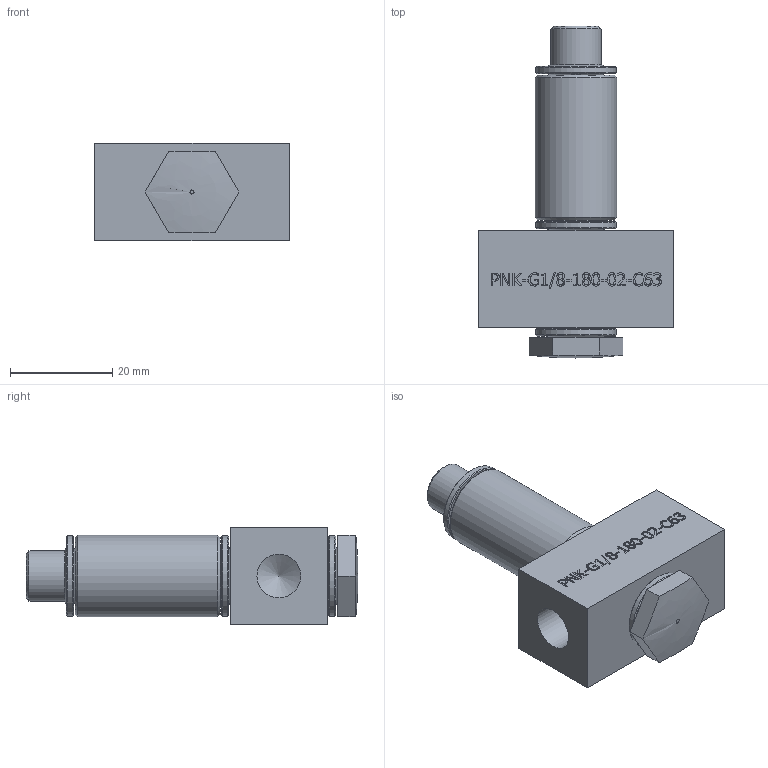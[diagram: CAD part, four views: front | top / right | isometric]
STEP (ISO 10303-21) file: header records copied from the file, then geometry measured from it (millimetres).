
FILE_DESCRIPTION(/* description */ (''),/* implementation_level */ '2;1');
FILE_NAME(/* name */ 'PNK-G18-180-02-C63.stp',/* time_stamp */ '2025-02-11T10:41:09-03:00',/* author */ ('Jefferson'),/* organization */ (''),/* preprocessor_version */ 'ST-DEVELOPER v19',/* originating_system */ 'Autodesk Inventor 2023',/* authorisation */ '');
FILE_SCHEMA (('AUTOMOTIVE_DESIGN { 1 0 10303 214 3 1 1 }'));
Length unit declared in the file: millimetre
Products named in the file (3): PNK-G18-180-02-C63; PNK-G1-8-180-02-C63; PNK-G1_8-AV
Assembly tree (4 placements, depth 2):
  PNK-G18-180-02-C63
    PNK-G1-8-180-02-C63
    PNK-G1_8-AV  x3
Bounding box: 38 x 65 x 19 mm (x, y, z)
Volume: 19086.9 mm3; surface area: 8654.8 mm2
Topology: 4 solids, 4 shells, 348 faces, 894 edges, 590 vertices
Faces by surface type: plane 159, bspline 152, cylinder 20, cone 17
Full cylindrical faces by diameter (mm): 8.566 x2, 8.6 x3, 9.8 x8, 10 x3, 15.8 x3, 16 x1
Entity records: 10896 total; most frequent: CARTESIAN_POINT 3762, ORIENTED_EDGE 1696, DIRECTION 937, EDGE_CURVE 848, VERTEX_POINT 562, LINE 499, VECTOR 499, EDGE_LOOP 362
